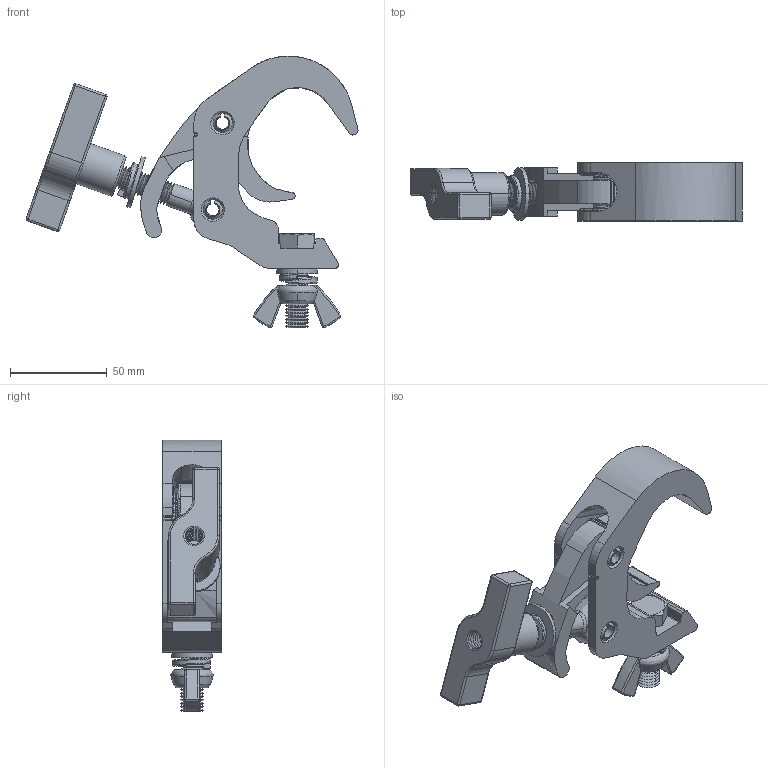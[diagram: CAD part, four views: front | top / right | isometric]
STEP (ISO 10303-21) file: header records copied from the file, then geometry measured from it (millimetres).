
FILE_DESCRIPTION(/* description */ (''),/* implementation_level */ '2;1');
FILE_NAME(/* name */ 'RIHAHC~2',/* time_stamp */ '2021-11-03T09:43:27+08:00',/* author */ (''),/* organization */ (''),/* preprocessor_version */ 'ST-DEVELOPER v16.5',/* originating_system */ '',/* authorisation */ '');
FILE_SCHEMA (('AUTOMOTIVE_DESIGN'));
Length unit declared in the file: millimetre
Products named in the file (1): Document
Bounding box: 171.22 x 30 x 140.13 mm (x, y, z)
Volume: 145028.9 mm3; surface area: 63337 mm2
Topology: 12 solids, 13 shells, 686 faces, 1645 edges, 972 vertices
Faces by surface type: bspline 554, plane 132
Entity records: 31426 total; most frequent: CARTESIAN_POINT 22053, ORIENTED_EDGE 3274, EDGE_CURVE 1645, VERTEX_POINT 972, B_SPLINE_CURVE_WITH_KNOTS 867, EDGE_LOOP 716, ADVANCED_FACE 683, FACE_OUTER_BOUND 683
